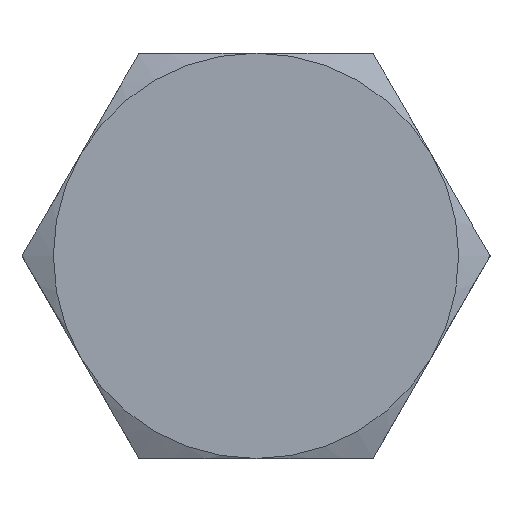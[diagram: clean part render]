
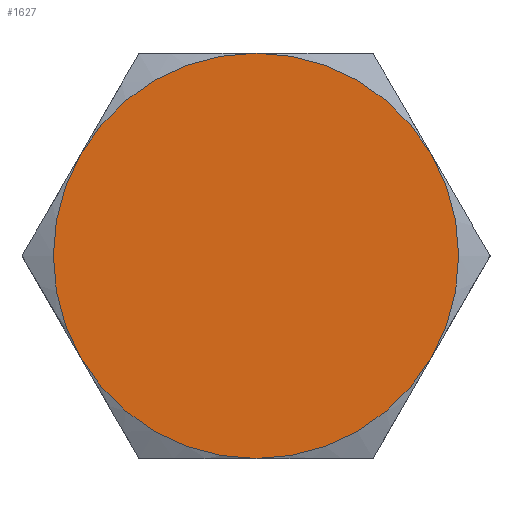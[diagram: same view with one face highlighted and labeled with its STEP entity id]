
A CAD part, top view. The second image highlights one B-rep face of the part: STEP entity #1627.
In plain terms, the highlighted planar face has unit normal (0, 0, 1).
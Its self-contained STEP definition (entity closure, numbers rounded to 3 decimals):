
#534 = VERTEX_POINT('',#535);
#535 = CARTESIAN_POINT('',(4.812,-2.778,4.775));
#550 = CONICAL_SURFACE('',#551,5.556,1.134);
#551 = AXIS2_PLACEMENT_3D('',#552,#553,#554);
#552 = CARTESIAN_POINT('',(0.,0.,4.775));
#553 = DIRECTION('',(0.,0.,-1.));
#554 = DIRECTION('',(1.,0.,0.));
#624 = CONICAL_SURFACE('',#625,5.556,1.134);
#625 = AXIS2_PLACEMENT_3D('',#626,#627,#628);
#626 = CARTESIAN_POINT('',(0.,0.,4.775));
#627 = DIRECTION('',(0.,0.,-1.));
#628 = DIRECTION('',(1.,0.,0.));
#694 = VERTEX_POINT('',#695);
#695 = CARTESIAN_POINT('',(0.,-5.556,4.775));
#761 = CONICAL_SURFACE('',#762,5.556,1.134);
#762 = AXIS2_PLACEMENT_3D('',#763,#764,#765);
#763 = CARTESIAN_POINT('',(0.,0.,4.775));
#764 = DIRECTION('',(0.,0.,-1.));
#765 = DIRECTION('',(1.,0.,0.));
#831 = VERTEX_POINT('',#832);
#832 = CARTESIAN_POINT('',(-4.812,-2.778,4.775));
#898 = CONICAL_SURFACE('',#899,5.556,1.134);
#899 = AXIS2_PLACEMENT_3D('',#900,#901,#902);
#900 = CARTESIAN_POINT('',(0.,0.,4.775));
#901 = DIRECTION('',(0.,0.,-1.));
#902 = DIRECTION('',(1.,0.,0.));
#968 = VERTEX_POINT('',#969);
#969 = CARTESIAN_POINT('',(-4.812,2.778,4.775));
#1035 = CONICAL_SURFACE('',#1036,5.556,1.134);
#1036 = AXIS2_PLACEMENT_3D('',#1037,#1038,#1039);
#1037 = CARTESIAN_POINT('',(0.,0.,4.775));
#1038 = DIRECTION('',(0.,0.,-1.));
#1039 = DIRECTION('',(1.,0.,0.));
#1105 = VERTEX_POINT('',#1106);
#1106 = CARTESIAN_POINT('',(0.,5.556,4.775));
#1172 = CONICAL_SURFACE('',#1173,5.556,1.134);
#1173 = AXIS2_PLACEMENT_3D('',#1174,#1175,#1176);
#1174 = CARTESIAN_POINT('',(0.,0.,4.775));
#1175 = DIRECTION('',(0.,0.,-1.));
#1176 = DIRECTION('',(1.,0.,0.));
#1242 = VERTEX_POINT('',#1243);
#1243 = CARTESIAN_POINT('',(4.812,2.778,4.775));
#1309 = CONICAL_SURFACE('',#1310,5.556,1.134);
#1310 = AXIS2_PLACEMENT_3D('',#1311,#1312,#1313);
#1311 = CARTESIAN_POINT('',(0.,0.,4.775));
#1312 = DIRECTION('',(0.,0.,-1.));
#1313 = DIRECTION('',(1.,0.,0.));
#1410 = EDGE_CURVE('',#534,#1411,#1413,.T.);
#1411 = VERTEX_POINT('',#1412);
#1412 = CARTESIAN_POINT('',(5.556,0.,4.775));
#1413 = SURFACE_CURVE('',#1414,(#1419,#1426),.PCURVE_S1.);
#1414 = CIRCLE('',#1415,5.556);
#1415 = AXIS2_PLACEMENT_3D('',#1416,#1417,#1418);
#1416 = CARTESIAN_POINT('',(0.,0.,4.775));
#1417 = DIRECTION('',(-0.,0.,1.));
#1418 = DIRECTION('',(1.,0.,0.));
#1419 = PCURVE('',#550,#1420);
#1420 = DEFINITIONAL_REPRESENTATION('',(#1421),#1425);
#1421 = LINE('',#1422,#1423);
#1422 = CARTESIAN_POINT('',(-0.,0.));
#1423 = VECTOR('',#1424,1.);
#1424 = DIRECTION('',(-1.,0.));
#1425 = ( GEOMETRIC_REPRESENTATION_CONTEXT(2) 
PARAMETRIC_REPRESENTATION_CONTEXT() REPRESENTATION_CONTEXT('2D SPACE',''
  ) );
#1426 = PCURVE('',#1427,#1432);
#1427 = PLANE('',#1428);
#1428 = AXIS2_PLACEMENT_3D('',#1429,#1430,#1431);
#1429 = CARTESIAN_POINT('',(0.,0.,4.775));
#1430 = DIRECTION('',(0.,0.,1.));
#1431 = DIRECTION('',(1.,0.,0.));
#1432 = DEFINITIONAL_REPRESENTATION('',(#1433),#1437);
#1433 = CIRCLE('',#1434,5.556);
#1434 = AXIS2_PLACEMENT_2D('',#1435,#1436);
#1435 = CARTESIAN_POINT('',(-0.,0.));
#1436 = DIRECTION('',(1.,-0.));
#1437 = ( GEOMETRIC_REPRESENTATION_CONTEXT(2) 
PARAMETRIC_REPRESENTATION_CONTEXT() REPRESENTATION_CONTEXT('2D SPACE',''
  ) );
#1463 = EDGE_CURVE('',#694,#534,#1464,.T.);
#1464 = SURFACE_CURVE('',#1465,(#1470,#1477),.PCURVE_S1.);
#1465 = CIRCLE('',#1466,5.556);
#1466 = AXIS2_PLACEMENT_3D('',#1467,#1468,#1469);
#1467 = CARTESIAN_POINT('',(0.,0.,4.775));
#1468 = DIRECTION('',(-0.,0.,1.));
#1469 = DIRECTION('',(1.,0.,0.));
#1470 = PCURVE('',#624,#1471);
#1471 = DEFINITIONAL_REPRESENTATION('',(#1472),#1476);
#1472 = LINE('',#1473,#1474);
#1473 = CARTESIAN_POINT('',(-0.,0.));
#1474 = VECTOR('',#1475,1.);
#1475 = DIRECTION('',(-1.,0.));
#1476 = ( GEOMETRIC_REPRESENTATION_CONTEXT(2) 
PARAMETRIC_REPRESENTATION_CONTEXT() REPRESENTATION_CONTEXT('2D SPACE',''
  ) );
#1477 = PCURVE('',#1427,#1478);
#1478 = DEFINITIONAL_REPRESENTATION('',(#1479),#1483);
#1479 = CIRCLE('',#1480,5.556);
#1480 = AXIS2_PLACEMENT_2D('',#1481,#1482);
#1481 = CARTESIAN_POINT('',(-0.,0.));
#1482 = DIRECTION('',(1.,-0.));
#1483 = ( GEOMETRIC_REPRESENTATION_CONTEXT(2) 
PARAMETRIC_REPRESENTATION_CONTEXT() REPRESENTATION_CONTEXT('2D SPACE',''
  ) );
#1491 = EDGE_CURVE('',#831,#694,#1492,.T.);
#1492 = SURFACE_CURVE('',#1493,(#1498,#1505),.PCURVE_S1.);
#1493 = CIRCLE('',#1494,5.556);
#1494 = AXIS2_PLACEMENT_3D('',#1495,#1496,#1497);
#1495 = CARTESIAN_POINT('',(0.,0.,4.775));
#1496 = DIRECTION('',(-0.,0.,1.));
#1497 = DIRECTION('',(1.,0.,0.));
#1498 = PCURVE('',#761,#1499);
#1499 = DEFINITIONAL_REPRESENTATION('',(#1500),#1504);
#1500 = LINE('',#1501,#1502);
#1501 = CARTESIAN_POINT('',(-0.,0.));
#1502 = VECTOR('',#1503,1.);
#1503 = DIRECTION('',(-1.,0.));
#1504 = ( GEOMETRIC_REPRESENTATION_CONTEXT(2) 
PARAMETRIC_REPRESENTATION_CONTEXT() REPRESENTATION_CONTEXT('2D SPACE',''
  ) );
#1505 = PCURVE('',#1427,#1506);
#1506 = DEFINITIONAL_REPRESENTATION('',(#1507),#1511);
#1507 = CIRCLE('',#1508,5.556);
#1508 = AXIS2_PLACEMENT_2D('',#1509,#1510);
#1509 = CARTESIAN_POINT('',(-0.,0.));
#1510 = DIRECTION('',(1.,-0.));
#1511 = ( GEOMETRIC_REPRESENTATION_CONTEXT(2) 
PARAMETRIC_REPRESENTATION_CONTEXT() REPRESENTATION_CONTEXT('2D SPACE',''
  ) );
#1519 = EDGE_CURVE('',#968,#831,#1520,.T.);
#1520 = SURFACE_CURVE('',#1521,(#1526,#1533),.PCURVE_S1.);
#1521 = CIRCLE('',#1522,5.556);
#1522 = AXIS2_PLACEMENT_3D('',#1523,#1524,#1525);
#1523 = CARTESIAN_POINT('',(0.,0.,4.775));
#1524 = DIRECTION('',(-0.,0.,1.));
#1525 = DIRECTION('',(1.,0.,0.));
#1526 = PCURVE('',#898,#1527);
#1527 = DEFINITIONAL_REPRESENTATION('',(#1528),#1532);
#1528 = LINE('',#1529,#1530);
#1529 = CARTESIAN_POINT('',(-0.,0.));
#1530 = VECTOR('',#1531,1.);
#1531 = DIRECTION('',(-1.,0.));
#1532 = ( GEOMETRIC_REPRESENTATION_CONTEXT(2) 
PARAMETRIC_REPRESENTATION_CONTEXT() REPRESENTATION_CONTEXT('2D SPACE',''
  ) );
#1533 = PCURVE('',#1427,#1534);
#1534 = DEFINITIONAL_REPRESENTATION('',(#1535),#1539);
#1535 = CIRCLE('',#1536,5.556);
#1536 = AXIS2_PLACEMENT_2D('',#1537,#1538);
#1537 = CARTESIAN_POINT('',(-0.,0.));
#1538 = DIRECTION('',(1.,-0.));
#1539 = ( GEOMETRIC_REPRESENTATION_CONTEXT(2) 
PARAMETRIC_REPRESENTATION_CONTEXT() REPRESENTATION_CONTEXT('2D SPACE',''
  ) );
#1547 = EDGE_CURVE('',#1105,#968,#1548,.T.);
#1548 = SURFACE_CURVE('',#1549,(#1554,#1561),.PCURVE_S1.);
#1549 = CIRCLE('',#1550,5.556);
#1550 = AXIS2_PLACEMENT_3D('',#1551,#1552,#1553);
#1551 = CARTESIAN_POINT('',(0.,0.,4.775));
#1552 = DIRECTION('',(-0.,0.,1.));
#1553 = DIRECTION('',(1.,0.,0.));
#1554 = PCURVE('',#1035,#1555);
#1555 = DEFINITIONAL_REPRESENTATION('',(#1556),#1560);
#1556 = LINE('',#1557,#1558);
#1557 = CARTESIAN_POINT('',(-0.,0.));
#1558 = VECTOR('',#1559,1.);
#1559 = DIRECTION('',(-1.,0.));
#1560 = ( GEOMETRIC_REPRESENTATION_CONTEXT(2) 
PARAMETRIC_REPRESENTATION_CONTEXT() REPRESENTATION_CONTEXT('2D SPACE',''
  ) );
#1561 = PCURVE('',#1427,#1562);
#1562 = DEFINITIONAL_REPRESENTATION('',(#1563),#1567);
#1563 = CIRCLE('',#1564,5.556);
#1564 = AXIS2_PLACEMENT_2D('',#1565,#1566);
#1565 = CARTESIAN_POINT('',(-0.,0.));
#1566 = DIRECTION('',(1.,-0.));
#1567 = ( GEOMETRIC_REPRESENTATION_CONTEXT(2) 
PARAMETRIC_REPRESENTATION_CONTEXT() REPRESENTATION_CONTEXT('2D SPACE',''
  ) );
#1576 = EDGE_CURVE('',#1242,#1105,#1577,.T.);
#1577 = SURFACE_CURVE('',#1578,(#1583,#1590),.PCURVE_S1.);
#1578 = CIRCLE('',#1579,5.556);
#1579 = AXIS2_PLACEMENT_3D('',#1580,#1581,#1582);
#1580 = CARTESIAN_POINT('',(0.,0.,4.775));
#1581 = DIRECTION('',(-0.,0.,1.));
#1582 = DIRECTION('',(1.,0.,0.));
#1583 = PCURVE('',#1172,#1584);
#1584 = DEFINITIONAL_REPRESENTATION('',(#1585),#1589);
#1585 = LINE('',#1586,#1587);
#1586 = CARTESIAN_POINT('',(-0.,0.));
#1587 = VECTOR('',#1588,1.);
#1588 = DIRECTION('',(-1.,0.));
#1589 = ( GEOMETRIC_REPRESENTATION_CONTEXT(2) 
PARAMETRIC_REPRESENTATION_CONTEXT() REPRESENTATION_CONTEXT('2D SPACE',''
  ) );
#1590 = PCURVE('',#1427,#1591);
#1591 = DEFINITIONAL_REPRESENTATION('',(#1592),#1596);
#1592 = CIRCLE('',#1593,5.556);
#1593 = AXIS2_PLACEMENT_2D('',#1594,#1595);
#1594 = CARTESIAN_POINT('',(-0.,0.));
#1595 = DIRECTION('',(1.,-0.));
#1596 = ( GEOMETRIC_REPRESENTATION_CONTEXT(2) 
PARAMETRIC_REPRESENTATION_CONTEXT() REPRESENTATION_CONTEXT('2D SPACE',''
  ) );
#1605 = EDGE_CURVE('',#1411,#1242,#1606,.T.);
#1606 = SURFACE_CURVE('',#1607,(#1612,#1619),.PCURVE_S1.);
#1607 = CIRCLE('',#1608,5.556);
#1608 = AXIS2_PLACEMENT_3D('',#1609,#1610,#1611);
#1609 = CARTESIAN_POINT('',(0.,0.,4.775));
#1610 = DIRECTION('',(-0.,0.,1.));
#1611 = DIRECTION('',(1.,0.,0.));
#1612 = PCURVE('',#1309,#1613);
#1613 = DEFINITIONAL_REPRESENTATION('',(#1614),#1618);
#1614 = LINE('',#1615,#1616);
#1615 = CARTESIAN_POINT('',(-0.,0.));
#1616 = VECTOR('',#1617,1.);
#1617 = DIRECTION('',(-1.,0.));
#1618 = ( GEOMETRIC_REPRESENTATION_CONTEXT(2) 
PARAMETRIC_REPRESENTATION_CONTEXT() REPRESENTATION_CONTEXT('2D SPACE',''
  ) );
#1619 = PCURVE('',#1427,#1620);
#1620 = DEFINITIONAL_REPRESENTATION('',(#1621),#1625);
#1621 = CIRCLE('',#1622,5.556);
#1622 = AXIS2_PLACEMENT_2D('',#1623,#1624);
#1623 = CARTESIAN_POINT('',(-0.,0.));
#1624 = DIRECTION('',(1.,-0.));
#1625 = ( GEOMETRIC_REPRESENTATION_CONTEXT(2) 
PARAMETRIC_REPRESENTATION_CONTEXT() REPRESENTATION_CONTEXT('2D SPACE',''
  ) );
#1627 = ADVANCED_FACE('',(#1628),#1427,.T.);
#1628 = FACE_BOUND('',#1629,.F.);
#1629 = EDGE_LOOP('',(#1630,#1631,#1632,#1633,#1634,#1635,#1636));
#1630 = ORIENTED_EDGE('',*,*,#1605,.F.);
#1631 = ORIENTED_EDGE('',*,*,#1410,.F.);
#1632 = ORIENTED_EDGE('',*,*,#1463,.F.);
#1633 = ORIENTED_EDGE('',*,*,#1491,.F.);
#1634 = ORIENTED_EDGE('',*,*,#1519,.F.);
#1635 = ORIENTED_EDGE('',*,*,#1547,.F.);
#1636 = ORIENTED_EDGE('',*,*,#1576,.F.);
